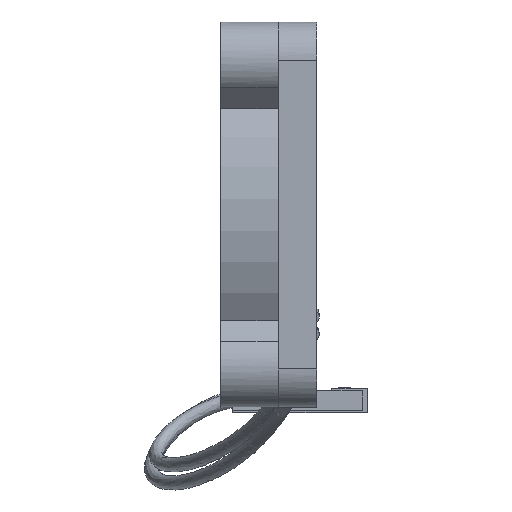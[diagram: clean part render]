
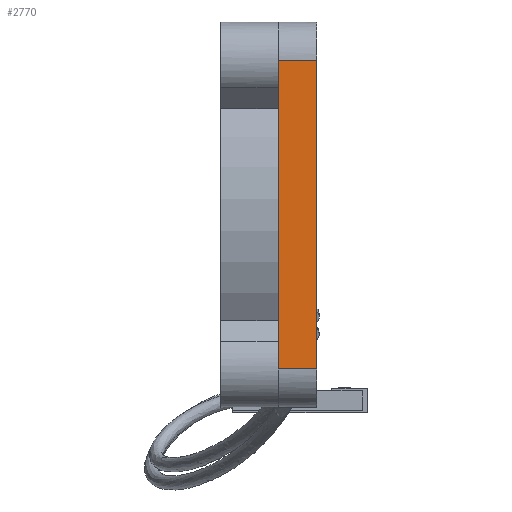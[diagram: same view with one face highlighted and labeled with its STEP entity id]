
A CAD part, left-side view. The second image highlights one B-rep face of the part: STEP entity #2770.
In plain terms, the highlighted face is planar.
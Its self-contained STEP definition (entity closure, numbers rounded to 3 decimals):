
#281=LINE('',#4839,#537);
#317=LINE('',#4943,#573);
#318=LINE('',#4946,#574);
#319=LINE('',#4947,#575);
#537=VECTOR('',#3497,32.025);
#573=VECTOR('',#3617,4.);
#574=VECTOR('',#3620,32.025);
#575=VECTOR('',#3621,4.);
#777=PLANE('',#3002);
#902=FACE_OUTER_BOUND('',#1069,.T.);
#1069=EDGE_LOOP('',(#2337,#2338,#2339,#2340));
#1372=VERTEX_POINT('',#4836);
#1373=VERTEX_POINT('',#4838);
#1399=VERTEX_POINT('',#4941);
#1400=VERTEX_POINT('',#4945);
#1679=EDGE_CURVE('',#1372,#1373,#281,.T.);
#1732=EDGE_CURVE('',#1399,#1372,#317,.T.);
#1733=EDGE_CURVE('',#1399,#1400,#318,.T.);
#1734=EDGE_CURVE('',#1400,#1373,#319,.T.);
#2337=ORIENTED_EDGE('',*,*,#1679,.F.);
#2338=ORIENTED_EDGE('',*,*,#1732,.F.);
#2339=ORIENTED_EDGE('',*,*,#1733,.T.);
#2340=ORIENTED_EDGE('',*,*,#1734,.T.);
#2770=ADVANCED_FACE('',(#902),#777,.T.);
#3002=AXIS2_PLACEMENT_3D('',#4944,#3618,#3619);
#3497=DIRECTION('',(1.,0.,0.));
#3617=DIRECTION('',(0.,0.,-1.));
#3618=DIRECTION('center_axis',(0.,1.,0.));
#3619=DIRECTION('ref_axis',(0.,0.,1.));
#3620=DIRECTION('',(1.,0.,0.));
#3621=DIRECTION('',(0.,0.,-1.));
#4836=CARTESIAN_POINT('',(-16.012,20.012,0.));
#4838=CARTESIAN_POINT('',(16.012,20.012,0.));
#4839=CARTESIAN_POINT('',(-16.012,20.012,0.));
#4941=CARTESIAN_POINT('',(-16.012,20.012,4.));
#4943=CARTESIAN_POINT('',(-16.012,20.012,4.));
#4944=CARTESIAN_POINT('Origin',(0.,20.012,4.));
#4945=CARTESIAN_POINT('',(16.012,20.012,4.));
#4946=CARTESIAN_POINT('',(-16.012,20.012,4.));
#4947=CARTESIAN_POINT('',(16.012,20.012,4.));
